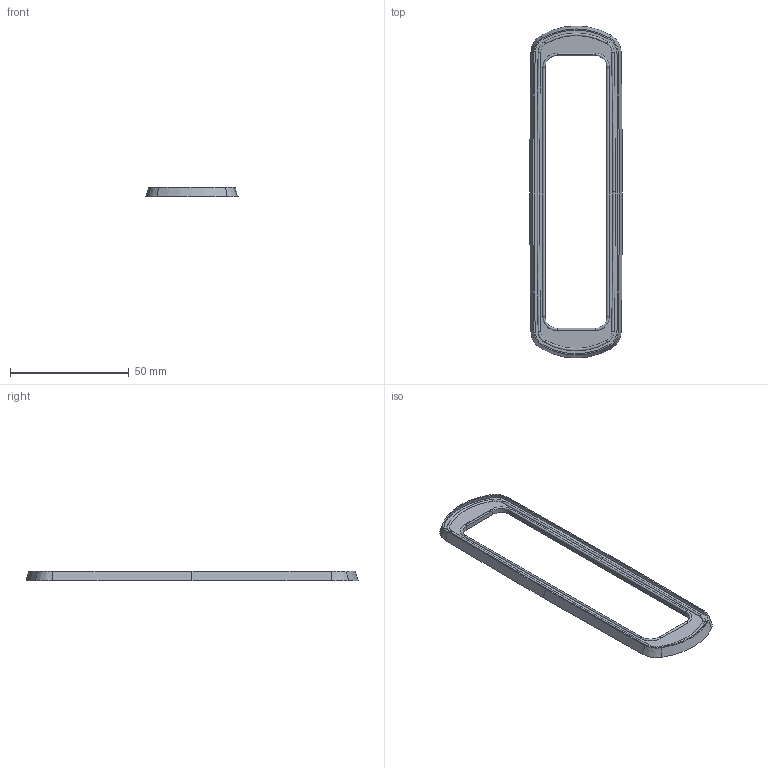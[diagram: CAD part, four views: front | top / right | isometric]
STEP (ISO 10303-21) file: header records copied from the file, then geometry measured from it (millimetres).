
FILE_DESCRIPTION (( 'STEP AP203' ), '1' );
FILE_NAME ('sone3D.STEP', '2015-01-09T01:09:23', ( '' ), ( '' ), 'SwSTEP 2.0', 'SolidWorks 2012', '' );
FILE_SCHEMA (( 'CONFIG_CONTROL_DESIGN' ));
Length unit declared in the file: millimetre
Products named in the file (1): sone3D
Bounding box: 38.95 x 140 x 4 mm (x, y, z)
Volume: 4014.3 mm3; surface area: 7233.5 mm2
Topology: 1 solids, 1 shells, 75 faces, 185 edges, 115 vertices
Faces by surface type: cone 31, torus 22, plane 13, cylinder 9
Entity records: 2345 total; most frequent: DIRECTION 462, CARTESIAN_POINT 376, ORIENTED_EDGE 370, AXIS2_PLACEMENT_3D 201, EDGE_CURVE 185, CIRCLE 125, VERTEX_POINT 115, EDGE_LOOP 80
